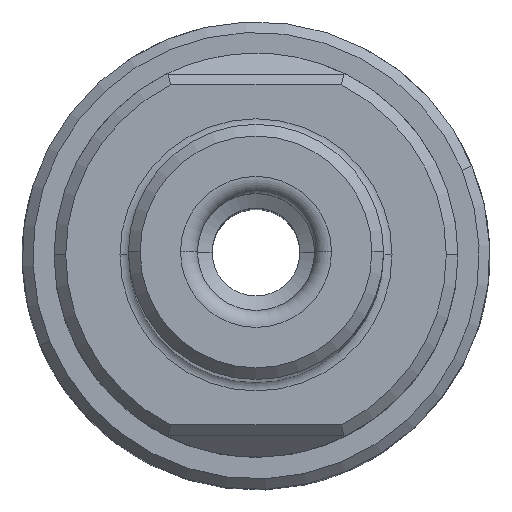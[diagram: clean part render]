
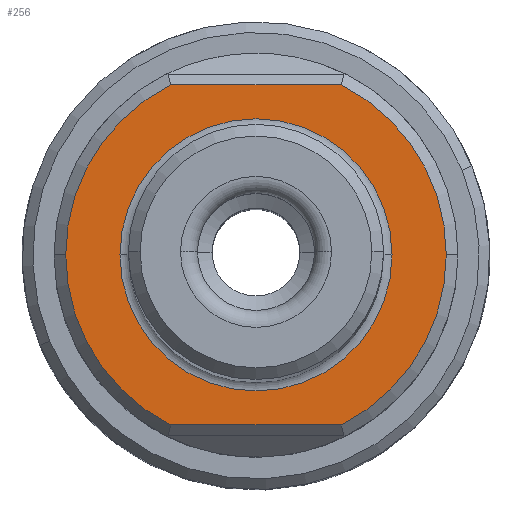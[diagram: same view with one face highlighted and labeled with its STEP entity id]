
A CAD part, top view. The second image highlights one B-rep face of the part: STEP entity #256.
In plain terms, the highlighted planar face has unit normal (0, 0, 1).
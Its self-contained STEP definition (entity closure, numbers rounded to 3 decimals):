
#177=CARTESIAN_POINT('',(6.,0.,38.5));
#178=DIRECTION('',(0.,0.,-1.));
#179=DIRECTION('',(-1.,0.,0.));
#180=AXIS2_PLACEMENT_3D('',#177,#178,#179);
#181=PLANE('',#180);
#182=CARTESIAN_POINT('',(-6.4,-0.,38.5));
#183=VERTEX_POINT('',#182);
#184=CARTESIAN_POINT('',(6.4,0.,38.5));
#185=VERTEX_POINT('',#184);
#186=CARTESIAN_POINT('',(0.,0.,38.5));
#187=DIRECTION('',(0.,0.,-1.));
#188=DIRECTION('',(-1.,0.,0.));
#189=AXIS2_PLACEMENT_3D('',#186,#187,#188);
#190=CIRCLE('',#189,6.4);
#191=EDGE_CURVE('',#183,#185,#190,.T.);
#192=ORIENTED_EDGE('',*,*,#191,.T.);
#193=CARTESIAN_POINT('',(0.,0.,38.5));
#194=DIRECTION('',(0.,0.,-1.));
#195=DIRECTION('',(-1.,0.,0.));
#196=AXIS2_PLACEMENT_3D('',#193,#194,#195);
#197=CIRCLE('',#196,6.4);
#198=EDGE_CURVE('',#185,#183,#197,.T.);
#199=ORIENTED_EDGE('',*,*,#198,.T.);
#200=EDGE_LOOP('',(#192,#199));
#201=FACE_BOUND('',#200,.T.);
#202=CARTESIAN_POINT('',(4.013,-8.,38.5));
#203=VERTEX_POINT('',#202);
#204=CARTESIAN_POINT('',(8.95,0.,38.5));
#205=VERTEX_POINT('',#204);
#206=CARTESIAN_POINT('',(0.,0.,38.5));
#207=DIRECTION('',(0.,0.,1.));
#208=DIRECTION('',(-1.,0.,0.));
#209=AXIS2_PLACEMENT_3D('',#206,#207,#208);
#210=CIRCLE('',#209,8.95);
#211=EDGE_CURVE('',#203,#205,#210,.T.);
#212=ORIENTED_EDGE('',*,*,#211,.T.);
#213=CARTESIAN_POINT('',(4.013,8.,38.5));
#214=VERTEX_POINT('',#213);
#215=CARTESIAN_POINT('',(0.,0.,38.5));
#216=DIRECTION('',(0.,0.,1.));
#217=DIRECTION('',(-1.,0.,0.));
#218=AXIS2_PLACEMENT_3D('',#215,#216,#217);
#219=CIRCLE('',#218,8.95);
#220=EDGE_CURVE('',#205,#214,#219,.T.);
#221=ORIENTED_EDGE('',*,*,#220,.T.);
#222=CARTESIAN_POINT('',(-4.013,8.,38.5));
#223=VERTEX_POINT('',#222);
#224=CARTESIAN_POINT('',(4.013,8.,38.5));
#225=DIRECTION('',(-1.,0.,0.));
#226=VECTOR('',#225,8.026);
#227=LINE('',#224,#226);
#228=EDGE_CURVE('',#214,#223,#227,.T.);
#229=ORIENTED_EDGE('',*,*,#228,.T.);
#230=CARTESIAN_POINT('',(-8.95,-0.,38.5));
#231=VERTEX_POINT('',#230);
#232=CARTESIAN_POINT('',(0.,0.,38.5));
#233=DIRECTION('',(0.,0.,1.));
#234=DIRECTION('',(-1.,0.,0.));
#235=AXIS2_PLACEMENT_3D('',#232,#233,#234);
#236=CIRCLE('',#235,8.95);
#237=EDGE_CURVE('',#223,#231,#236,.T.);
#238=ORIENTED_EDGE('',*,*,#237,.T.);
#239=CARTESIAN_POINT('',(-4.013,-8.,38.5));
#240=VERTEX_POINT('',#239);
#241=CARTESIAN_POINT('',(0.,0.,38.5));
#242=DIRECTION('',(0.,0.,1.));
#243=DIRECTION('',(-1.,0.,0.));
#244=AXIS2_PLACEMENT_3D('',#241,#242,#243);
#245=CIRCLE('',#244,8.95);
#246=EDGE_CURVE('',#231,#240,#245,.T.);
#247=ORIENTED_EDGE('',*,*,#246,.T.);
#248=CARTESIAN_POINT('',(-4.013,-8.,38.5));
#249=DIRECTION('',(1.,0.,-0.));
#250=VECTOR('',#249,8.026);
#251=LINE('',#248,#250);
#252=EDGE_CURVE('',#240,#203,#251,.T.);
#253=ORIENTED_EDGE('',*,*,#252,.T.);
#254=EDGE_LOOP('',(#212,#221,#229,#238,#247,#253));
#255=FACE_BOUND('',#254,.T.);
#256=ADVANCED_FACE('',(#201,#255),#181,.F.);
